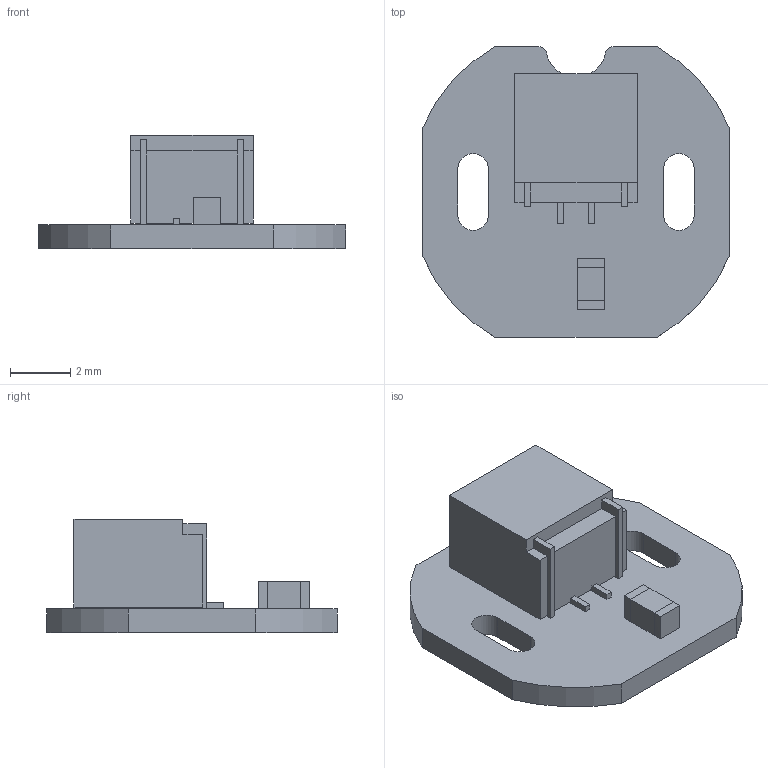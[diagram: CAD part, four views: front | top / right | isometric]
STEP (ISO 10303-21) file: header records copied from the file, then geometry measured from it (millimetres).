
FILE_DESCRIPTION (( 'STEP AP214' ), '1' );
FILE_NAME ('con02a_side_entry.STEP', '2025-03-20T22:57:31', ( '' ), ( '' ), 'SwSTEP 2.0', 'SolidWorks 2025', '' );
FILE_SCHEMA (( 'AUTOMOTIVE_DESIGN' ));
Length unit declared in the file: millimetre
Products named in the file (1): con02a_side_entry
Bounding box: 10.16 x 9.6 x 3.75 mm (x, y, z)
Volume: 98.6 mm3; surface area: 325.3 mm2
Topology: 1 solids, 1 shells, 473 faces, 1274 edges, 848 vertices
Faces by surface type: plane 277, bspline 185, cylinder 11
Entity records: 26892 total; most frequent: CARTESIAN_POINT 11039, ORIENTED_EDGE 2548, DIRECTION 1498, EDGE_CURVE 1274, VECTOR 876, LINE 876, VERTEX_POINT 848, EDGE_LOOP 524
